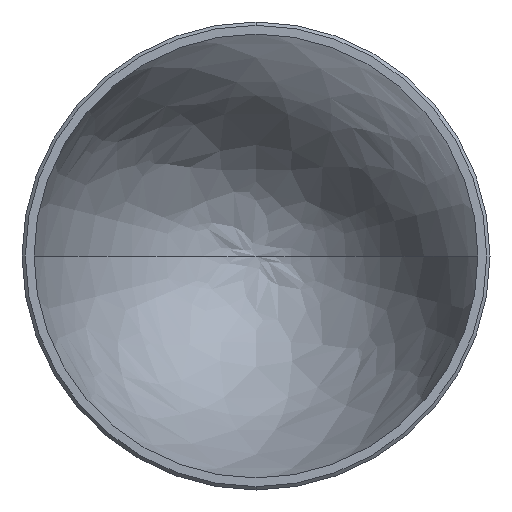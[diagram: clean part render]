
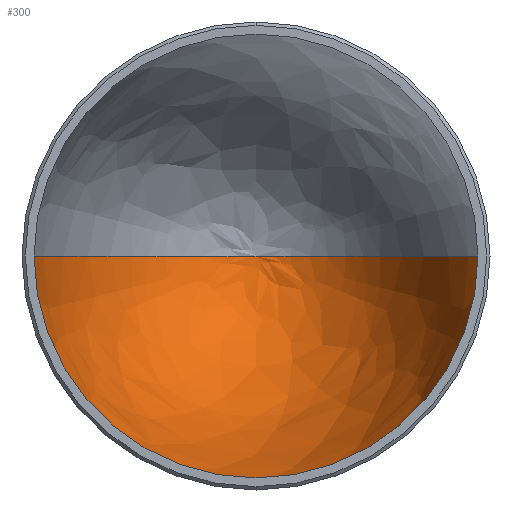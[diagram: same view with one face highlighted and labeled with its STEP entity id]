
A CAD part, front view. The second image highlights one B-rep face of the part: STEP entity #300.
In plain terms, the highlighted free-form (B-spline) face has degree [3, 3] with [4, 4] control points.
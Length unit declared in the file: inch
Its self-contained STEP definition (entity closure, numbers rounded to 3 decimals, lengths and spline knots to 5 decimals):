
#1 =( BOUNDED_CURVE ( )  B_SPLINE_CURVE ( 3, ( #33, #233, #2, #414 ),
 .UNSPECIFIED., .F., .F. ) 
 B_SPLINE_CURVE_WITH_KNOTS ( ( 4, 4 ),
 ( 0., 1.55651 ),
 .UNSPECIFIED. ) 
 CURVE ( )  GEOMETRIC_REPRESENTATION_ITEM ( )  RATIONAL_B_SPLINE_CURVE ( ( 1., 0.808, 0.808, 1. ) ) 
 REPRESENTATION_ITEM ( '' )  );
#2 = CARTESIAN_POINT ( 'NONE',  ( -3.07318, 3.81503, 0. ) ) ;
#3 = VERTEX_POINT ( 'NONE', #258 ) ;
#6 = FACE_OUTER_BOUND ( 'NONE', #247, .T. ) ;
#19 = CARTESIAN_POINT ( 'NONE',  ( -3.09882, 0.09182, 0. ) ) ;
#31 = DIRECTION ( 'NONE',  ( 0., 1., 0. ) ) ;
#33 = CARTESIAN_POINT ( 'NONE',  ( 0., 6.42913, 0. ) ) ;
#34 = CARTESIAN_POINT ( 'NONE',  ( 3.07318, 3.81503, -6.14637 ) ) ;
#42 = EDGE_CURVE ( 'NONE', #76, #3, #64, .T. ) ;
#50 = ORIENTED_EDGE ( 'NONE', *, *, #42, .F. ) ;
#61 = CARTESIAN_POINT ( 'NONE',  ( -3.09882, 0.09182, -6.19764 ) ) ;
#62 =( BOUNDED_SURFACE ( )  B_SPLINE_SURFACE ( 3, 3, ( 
 ( #204, #451, #413, #417 ),
 ( #103, #234, #380, #137 ),
 ( #200, #34, #202, #302 ),
 ( #271, #229, #61, #342 ) ),
 .UNSPECIFIED., .F., .F., .F. ) 
 B_SPLINE_SURFACE_WITH_KNOTS ( ( 4, 4 ),
 ( 4, 4 ),
 ( 0., 1. ),
 ( 0., 1. ),
 .UNSPECIFIED. ) 
 GEOMETRIC_REPRESENTATION_ITEM ( )  RATIONAL_B_SPLINE_SURFACE ( (
 ( 1., 0.333, 0.333, 1.),
 ( 0.808, 0.269, 0.269, 0.808),
 ( 0.808, 0.269, 0.269, 0.808),
 ( 1., 0.333, 0.333, 1.) ) ) 
 REPRESENTATION_ITEM ( '' )  SURFACE ( )  );
#64 = CIRCLE ( 'NONE', #373, 3.09882 ) ;
#66 = VERTEX_POINT ( 'NONE', #19 ) ;
#76 = VERTEX_POINT ( 'NONE', #432 ) ;
#103 = CARTESIAN_POINT ( 'NONE',  ( 1.79494, 6.42913, 0. ) ) ;
#118 = DIRECTION ( 'NONE',  ( 0., 1., 0. ) ) ;
#135 = CIRCLE ( 'NONE', #312, 3.09882 ) ;
#137 = CARTESIAN_POINT ( 'NONE',  ( -1.79494, 6.42913, 0. ) ) ;
#147 = EDGE_CURVE ( 'NONE', #169, #66, #1, .T. ) ;
#153 =( BOUNDED_CURVE ( )  B_SPLINE_CURVE ( 3, ( #429, #154, #248, #320 ),
 .UNSPECIFIED., .F., .F. ) 
 B_SPLINE_CURVE_WITH_KNOTS ( ( 4, 4 ),
 ( 0., 1.55651 ),
 .UNSPECIFIED. ) 
 CURVE ( )  GEOMETRIC_REPRESENTATION_ITEM ( )  RATIONAL_B_SPLINE_CURVE ( ( 1., 0.808, 0.808, 1. ) ) 
 REPRESENTATION_ITEM ( '' )  );
#154 = CARTESIAN_POINT ( 'NONE',  ( 1.79494, 6.42913, 0. ) ) ;
#164 = DIRECTION ( 'NONE',  ( 0., 0., 1. ) ) ;
#169 = VERTEX_POINT ( 'NONE', #235 ) ;
#200 = CARTESIAN_POINT ( 'NONE',  ( 3.07318, 3.81503, 0. ) ) ;
#202 = CARTESIAN_POINT ( 'NONE',  ( -3.07318, 3.81503, -6.14637 ) ) ;
#204 = CARTESIAN_POINT ( 'NONE',  ( 0., 6.42913, 0. ) ) ;
#216 = ORIENTED_EDGE ( 'NONE', *, *, #147, .T. ) ;
#223 = EDGE_CURVE ( 'NONE', #3, #66, #135, .T. ) ;
#229 = CARTESIAN_POINT ( 'NONE',  ( 3.09882, 0.09182, -6.19764 ) ) ;
#233 = CARTESIAN_POINT ( 'NONE',  ( -1.79494, 6.42913, 0. ) ) ;
#234 = CARTESIAN_POINT ( 'NONE',  ( 1.79494, 6.42913, -3.58988 ) ) ;
#235 = CARTESIAN_POINT ( 'NONE',  ( 0., 6.42913, 0. ) ) ;
#242 = ORIENTED_EDGE ( 'NONE', *, *, #223, .F. ) ;
#247 = EDGE_LOOP ( 'NONE', ( #316, #216, #242, #50 ) ) ;
#248 = CARTESIAN_POINT ( 'NONE',  ( 3.07318, 3.81503, 0. ) ) ;
#258 = CARTESIAN_POINT ( 'NONE',  ( 0., 0.09182, -3.09882 ) ) ;
#271 = CARTESIAN_POINT ( 'NONE',  ( 3.09882, 0.09182, 0. ) ) ;
#300 = ADVANCED_FACE ( 'NONE', ( #6 ), #62, .F. ) ;
#302 = CARTESIAN_POINT ( 'NONE',  ( -3.07318, 3.81503, 0. ) ) ;
#312 = AXIS2_PLACEMENT_3D ( 'NONE', #335, #31, #164 ) ;
#316 = ORIENTED_EDGE ( 'NONE', *, *, #437, .F. ) ;
#320 = CARTESIAN_POINT ( 'NONE',  ( 3.09882, 0.09182, 0. ) ) ;
#329 = CARTESIAN_POINT ( 'NONE',  ( 0., 0.09182, 0. ) ) ;
#335 = CARTESIAN_POINT ( 'NONE',  ( 0., 0.09182, 0. ) ) ;
#342 = CARTESIAN_POINT ( 'NONE',  ( -3.09882, 0.09182, 0. ) ) ;
#373 = AXIS2_PLACEMENT_3D ( 'NONE', #329, #118, #439 ) ;
#380 = CARTESIAN_POINT ( 'NONE',  ( -1.79494, 6.42913, -3.58988 ) ) ;
#413 = CARTESIAN_POINT ( 'NONE',  ( 0., 6.42913, 0. ) ) ;
#414 = CARTESIAN_POINT ( 'NONE',  ( -3.09882, 0.09182, 0. ) ) ;
#417 = CARTESIAN_POINT ( 'NONE',  ( 0., 6.42913, 0. ) ) ;
#429 = CARTESIAN_POINT ( 'NONE',  ( 0., 6.42913, 0. ) ) ;
#432 = CARTESIAN_POINT ( 'NONE',  ( 3.09882, 0.09182, 0. ) ) ;
#437 = EDGE_CURVE ( 'NONE', #169, #76, #153, .T. ) ;
#439 = DIRECTION ( 'NONE',  ( 0., 0., 1. ) ) ;
#451 = CARTESIAN_POINT ( 'NONE',  ( 0., 6.42913, 0. ) ) ;
